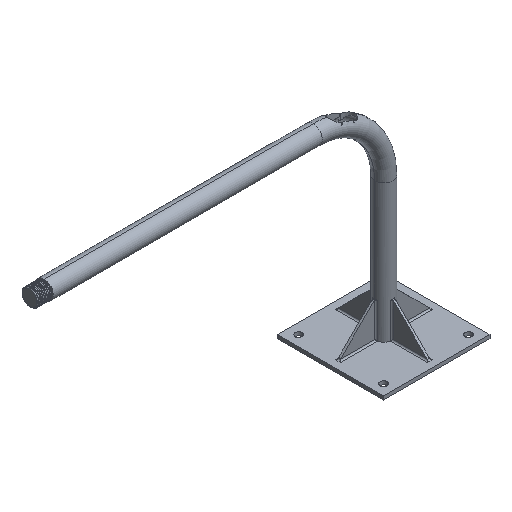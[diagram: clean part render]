
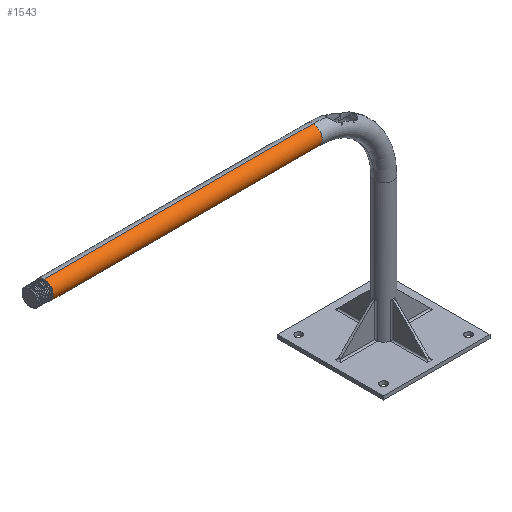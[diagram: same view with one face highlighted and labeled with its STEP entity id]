
A CAD part, isometric view. The second image highlights one B-rep face of the part: STEP entity #1543.
In plain terms, the highlighted cylindrical face has radius 13 mm (diameter 26 mm), a partial arc.
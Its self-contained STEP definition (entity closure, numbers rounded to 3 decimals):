
#37 = EDGE_LOOP ( 'NONE', ( #5648, #6211, #3505, #5453 ) ) ;
#408 = CYLINDRICAL_SURFACE ( 'NONE', #2878, 13. ) ;
#421 = DIRECTION ( 'NONE',  ( 1., 0., 0. ) ) ;
#492 = CARTESIAN_POINT ( 'NONE',  ( -480., 0., 287. ) ) ;
#906 = DIRECTION ( 'NONE',  ( 0., 0., 1. ) ) ;
#995 = CARTESIAN_POINT ( 'NONE',  ( -100., 0., 300. ) ) ;
#1009 = CARTESIAN_POINT ( 'NONE',  ( -480., 0., 313. ) ) ;
#1057 = LINE ( 'NONE', #1550, #6528 ) ;
#1372 = CARTESIAN_POINT ( 'NONE',  ( -100., 0., 300. ) ) ;
#1451 = EDGE_CURVE ( 'NONE', #4967, #1578, #3678, .T. ) ;
#1543 = ADVANCED_FACE ( 'NONE', ( #1803 ), #408, .T. ) ;
#1550 = CARTESIAN_POINT ( 'NONE',  ( -100., 0., 287. ) ) ;
#1578 = VERTEX_POINT ( 'NONE', #492 ) ;
#1640 = AXIS2_PLACEMENT_3D ( 'NONE', #1372, #421, #1959 ) ;
#1803 = FACE_OUTER_BOUND ( 'NONE', #37, .T. ) ;
#1932 = CARTESIAN_POINT ( 'NONE',  ( -100., 0., 313. ) ) ;
#1959 = DIRECTION ( 'NONE',  ( 0., 0., -1. ) ) ;
#1967 = CARTESIAN_POINT ( 'NONE',  ( -100., 0., 287. ) ) ;
#2030 = CARTESIAN_POINT ( 'NONE',  ( -100., 0., 313. ) ) ;
#2036 = CIRCLE ( 'NONE', #1640, 13. ) ;
#2106 = LINE ( 'NONE', #2030, #5776 ) ;
#2380 = VERTEX_POINT ( 'NONE', #1967 ) ;
#2532 = AXIS2_PLACEMENT_3D ( 'NONE', #4604, #5662, #3571 ) ;
#2878 = AXIS2_PLACEMENT_3D ( 'NONE', #995, #6163, #906 ) ;
#3170 = EDGE_CURVE ( 'NONE', #6147, #4967, #2106, .T. ) ;
#3505 = ORIENTED_EDGE ( 'NONE', *, *, #3170, .T. ) ;
#3571 = DIRECTION ( 'NONE',  ( 0., 0., -1. ) ) ;
#3661 = EDGE_CURVE ( 'NONE', #6147, #2380, #2036, .T. ) ;
#3678 = CIRCLE ( 'NONE', #2532, 13. ) ;
#3997 = EDGE_CURVE ( 'NONE', #2380, #1578, #1057, .T. ) ;
#4604 = CARTESIAN_POINT ( 'NONE',  ( -480., 0., 300. ) ) ;
#4967 = VERTEX_POINT ( 'NONE', #1009 ) ;
#5453 = ORIENTED_EDGE ( 'NONE', *, *, #1451, .T. ) ;
#5648 = ORIENTED_EDGE ( 'NONE', *, *, #3997, .F. ) ;
#5662 = DIRECTION ( 'NONE',  ( 1., 0., 0. ) ) ;
#5673 = DIRECTION ( 'NONE',  ( -1., 0., 0. ) ) ;
#5776 = VECTOR ( 'NONE', #6181, 1000. ) ;
#6147 = VERTEX_POINT ( 'NONE', #1932 ) ;
#6163 = DIRECTION ( 'NONE',  ( -1., 0., 0. ) ) ;
#6181 = DIRECTION ( 'NONE',  ( -1., 0., 0. ) ) ;
#6211 = ORIENTED_EDGE ( 'NONE', *, *, #3661, .F. ) ;
#6528 = VECTOR ( 'NONE', #5673, 1000. ) ;
